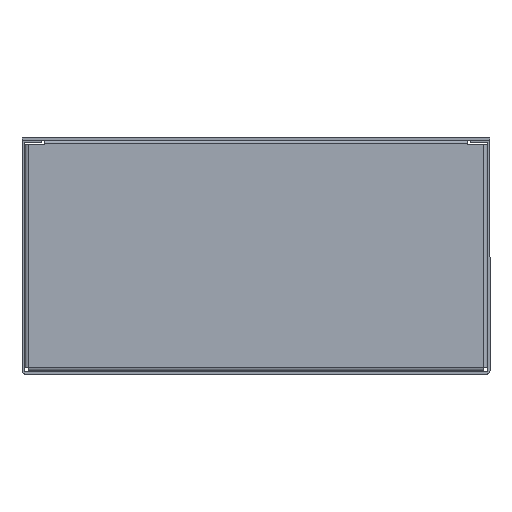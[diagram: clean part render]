
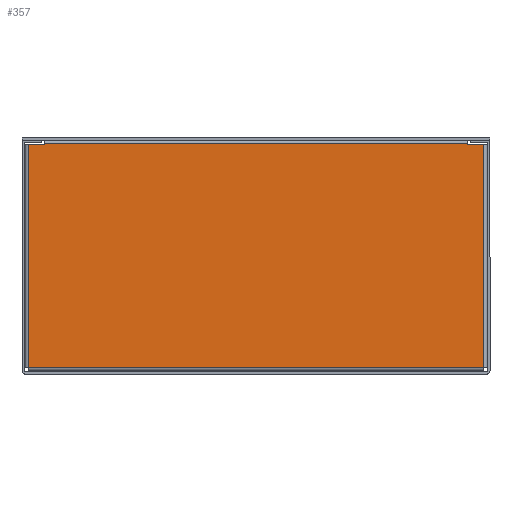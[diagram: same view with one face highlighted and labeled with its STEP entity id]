
A CAD part, front view. The second image highlights one B-rep face of the part: STEP entity #357.
In plain terms, the highlighted planar face has unit normal (0, -1, 0).
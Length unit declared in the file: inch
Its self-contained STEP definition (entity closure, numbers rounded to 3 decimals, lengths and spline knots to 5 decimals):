
#11 = LINE ( 'NONE', #1536, #6421 ) ;
#15 = DIRECTION ( 'NONE',  ( 1., 0., 0. ) ) ;
#116 = CARTESIAN_POINT ( 'NONE',  ( -5.429, -9., 5.9 ) ) ;
#149 = VECTOR ( 'NONE', #1235, 39.37008 ) ;
#181 = LINE ( 'NONE', #734, #3396 ) ;
#184 = LINE ( 'NONE', #4097, #5400 ) ;
#250 = ORIENTED_EDGE ( 'NONE', *, *, #6429, .F. ) ;
#263 = VECTOR ( 'NONE', #546, 39.37008 ) ;
#274 = EDGE_LOOP ( 'NONE', ( #708, #1355, #250, #3709, #3787, #4169, #3315, #3404 ) ) ;
#357 = ADVANCED_FACE ( 'NONE', ( #4519 ), #2034, .F. ) ;
#378 = CARTESIAN_POINT ( 'NONE',  ( 5.844, -9., 0.166 ) ) ;
#420 = LINE ( 'NONE', #116, #263 ) ;
#447 = VERTEX_POINT ( 'NONE', #6107 ) ;
#487 = LINE ( 'NONE', #4521, #3118 ) ;
#546 = DIRECTION ( 'NONE',  ( 0., 0., 1. ) ) ;
#703 = CARTESIAN_POINT ( 'NONE',  ( -5.429, -9., 5.914 ) ) ;
#708 = ORIENTED_EDGE ( 'NONE', *, *, #3938, .F. ) ;
#734 = CARTESIAN_POINT ( 'NONE',  ( 5.844, -9., 6. ) ) ;
#743 = CARTESIAN_POINT ( 'NONE',  ( -5.844, -9., 0.166 ) ) ;
#805 = DIRECTION ( 'NONE',  ( -1., 0., 0. ) ) ;
#856 = CARTESIAN_POINT ( 'NONE',  ( 5.844, -9., 5.9 ) ) ;
#1141 = DIRECTION ( 'NONE',  ( 0., 1., 0. ) ) ;
#1202 = EDGE_CURVE ( 'NONE', #4156, #447, #3903, .T. ) ;
#1235 = DIRECTION ( 'NONE',  ( 0., 0., 1. ) ) ;
#1355 = ORIENTED_EDGE ( 'NONE', *, *, #6158, .F. ) ;
#1474 = EDGE_CURVE ( 'NONE', #2472, #2331, #184, .T. ) ;
#1529 = VERTEX_POINT ( 'NONE', #1560 ) ;
#1536 = CARTESIAN_POINT ( 'NONE',  ( 5.844, -9., 5.9 ) ) ;
#1539 = CARTESIAN_POINT ( 'NONE',  ( -5.844, -9., 5.9 ) ) ;
#1560 = CARTESIAN_POINT ( 'NONE',  ( -5.429, -9., 5.9 ) ) ;
#1640 = CARTESIAN_POINT ( 'NONE',  ( -5.844, -9., 6. ) ) ;
#2034 = PLANE ( 'NONE',  #5529 ) ;
#2217 = EDGE_CURVE ( 'NONE', #447, #6483, #4118, .T. ) ;
#2331 = VERTEX_POINT ( 'NONE', #4392 ) ;
#2472 = VERTEX_POINT ( 'NONE', #3047 ) ;
#2529 = CARTESIAN_POINT ( 'NONE',  ( -5.844, -9., 5.914 ) ) ;
#3012 = VERTEX_POINT ( 'NONE', #856 ) ;
#3047 = CARTESIAN_POINT ( 'NONE',  ( 5.429, -9., 5.914 ) ) ;
#3088 = DIRECTION ( 'NONE',  ( 1., 0., 0. ) ) ;
#3118 = VECTOR ( 'NONE', #15, 39.37008 ) ;
#3170 = VECTOR ( 'NONE', #5590, 39.37008 ) ;
#3315 = ORIENTED_EDGE ( 'NONE', *, *, #4985, .F. ) ;
#3396 = VECTOR ( 'NONE', #3671, 39.37008 ) ;
#3404 = ORIENTED_EDGE ( 'NONE', *, *, #1474, .F. ) ;
#3644 = DIRECTION ( 'NONE',  ( 0., 0., -1. ) ) ;
#3671 = DIRECTION ( 'NONE',  ( 0., 0., -1. ) ) ;
#3709 = ORIENTED_EDGE ( 'NONE', *, *, #2217, .F. ) ;
#3751 = CARTESIAN_POINT ( 'NONE',  ( -5.844, -9., 0.166 ) ) ;
#3787 = ORIENTED_EDGE ( 'NONE', *, *, #1202, .F. ) ;
#3903 = LINE ( 'NONE', #743, #6131 ) ;
#3938 = EDGE_CURVE ( 'NONE', #5842, #2472, #4596, .T. ) ;
#4097 = CARTESIAN_POINT ( 'NONE',  ( 5.429, -9., 5.9 ) ) ;
#4118 = LINE ( 'NONE', #3751, #149 ) ;
#4156 = VERTEX_POINT ( 'NONE', #378 ) ;
#4169 = ORIENTED_EDGE ( 'NONE', *, *, #5518, .F. ) ;
#4392 = CARTESIAN_POINT ( 'NONE',  ( 5.429, -9., 5.9 ) ) ;
#4519 = FACE_OUTER_BOUND ( 'NONE', #274, .T. ) ;
#4521 = CARTESIAN_POINT ( 'NONE',  ( -5.844, -9., 5.9 ) ) ;
#4596 = LINE ( 'NONE', #2529, #3170 ) ;
#4985 = EDGE_CURVE ( 'NONE', #2331, #3012, #11, .T. ) ;
#5400 = VECTOR ( 'NONE', #3644, 39.37008 ) ;
#5518 = EDGE_CURVE ( 'NONE', #3012, #4156, #181, .T. ) ;
#5529 = AXIS2_PLACEMENT_3D ( 'NONE', #1640, #1141, #5583 ) ;
#5583 = DIRECTION ( 'NONE',  ( -1., 0., 0. ) ) ;
#5590 = DIRECTION ( 'NONE',  ( 1., 0., 0. ) ) ;
#5842 = VERTEX_POINT ( 'NONE', #703 ) ;
#6107 = CARTESIAN_POINT ( 'NONE',  ( -5.844, -9., 0.166 ) ) ;
#6131 = VECTOR ( 'NONE', #805, 39.37008 ) ;
#6158 = EDGE_CURVE ( 'NONE', #1529, #5842, #420, .T. ) ;
#6421 = VECTOR ( 'NONE', #3088, 39.37008 ) ;
#6429 = EDGE_CURVE ( 'NONE', #6483, #1529, #487, .T. ) ;
#6483 = VERTEX_POINT ( 'NONE', #1539 ) ;
